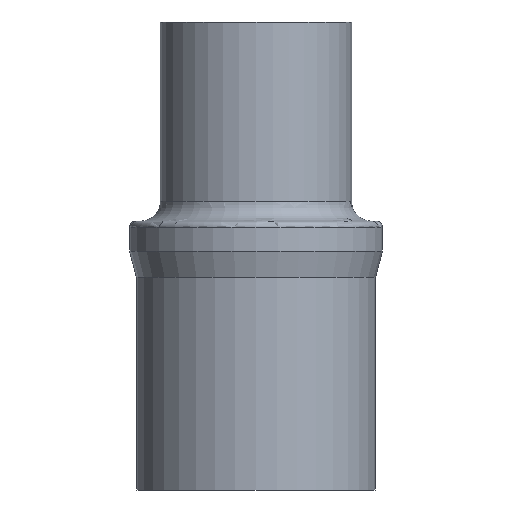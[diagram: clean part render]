
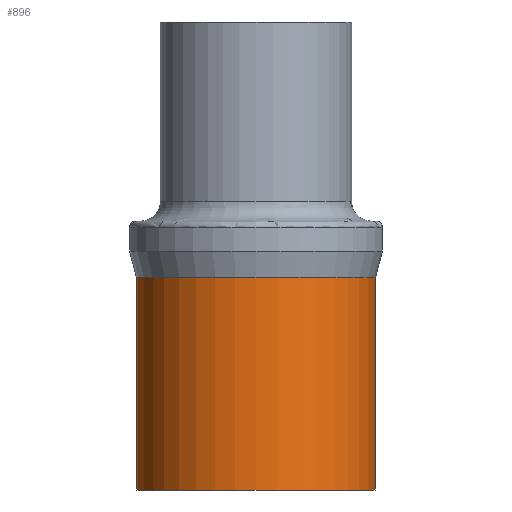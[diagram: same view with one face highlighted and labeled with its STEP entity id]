
A CAD part, front view. The second image highlights one B-rep face of the part: STEP entity #896.
In plain terms, the highlighted cylindrical face has radius 6 mm (diameter 12 mm), a partial arc.
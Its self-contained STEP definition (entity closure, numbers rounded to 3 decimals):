
#837=AXIS2_PLACEMENT_3D('Circle Axis2P3D',#835,#836,$) ;
#883=AXIS2_PLACEMENT_3D('Cylinder Axis2P3D',#880,#881,#882) ;
#887=AXIS2_PLACEMENT_3D('Circle Axis2P3D',#885,#886,$) ;
#830=CARTESIAN_POINT('Vertex',(0.35,6.35,0.)) ;
#832=CARTESIAN_POINT('Vertex',(12.35,6.35,0.)) ;
#835=CARTESIAN_POINT('Axis2P3D Location',(6.35,6.35,0.)) ;
#854=CARTESIAN_POINT('Line Origine',(0.35,6.35,12.41)) ;
#858=CARTESIAN_POINT('Vertex',(0.35,6.35,10.694)) ;
#865=CARTESIAN_POINT('Vertex',(12.35,6.35,10.694)) ;
#868=CARTESIAN_POINT('Line Origine',(12.35,6.35,12.41)) ;
#880=CARTESIAN_POINT('Axis2P3D Location',(6.35,6.35,0.)) ;
#885=CARTESIAN_POINT('Axis2P3D Location',(6.35,6.35,10.694)) ;
#836=DIRECTION('Axis2P3D Direction',(0.,0.,-1.)) ;
#855=DIRECTION('Vector Direction',(0.,0.,-1.)) ;
#869=DIRECTION('Vector Direction',(0.,0.,-1.)) ;
#881=DIRECTION('Axis2P3D Direction',(0.,0.,-1.)) ;
#882=DIRECTION('Axis2P3D XDirection',(1.,0.,0.)) ;
#886=DIRECTION('Axis2P3D Direction',(0.,0.,-1.)) ;
#856=VECTOR('Line Direction',#855,1.) ;
#870=VECTOR('Line Direction',#869,1.) ;
#891=ORIENTED_EDGE('',*,*,#889,.T.) ;
#892=ORIENTED_EDGE('',*,*,#860,.F.) ;
#893=ORIENTED_EDGE('',*,*,#839,.F.) ;
#894=ORIENTED_EDGE('',*,*,#872,.T.) ;
#896=ADVANCED_FACE('Hauptk\X2\00F6\X0\rper',(#895),#884,.T.) ;
#838=CIRCLE('generated circle',#837,6.) ;
#888=CIRCLE('generated circle',#887,6.) ;
#884=CYLINDRICAL_SURFACE('generated cylinder',#883,6.) ;
#839=EDGE_CURVE('',#833,#831,#838,.T.) ;
#860=EDGE_CURVE('',#831,#859,#857,.F.) ;
#872=EDGE_CURVE('',#833,#866,#871,.F.) ;
#889=EDGE_CURVE('',#866,#859,#888,.T.) ;
#890=EDGE_LOOP('',(#891,#892,#893,#894)) ;
#895=FACE_OUTER_BOUND('',#890,.T.) ;
#857=LINE('Line',#854,#856) ;
#871=LINE('Line',#868,#870) ;
#831=VERTEX_POINT('',#830) ;
#833=VERTEX_POINT('',#832) ;
#859=VERTEX_POINT('',#858) ;
#866=VERTEX_POINT('',#865) ;
